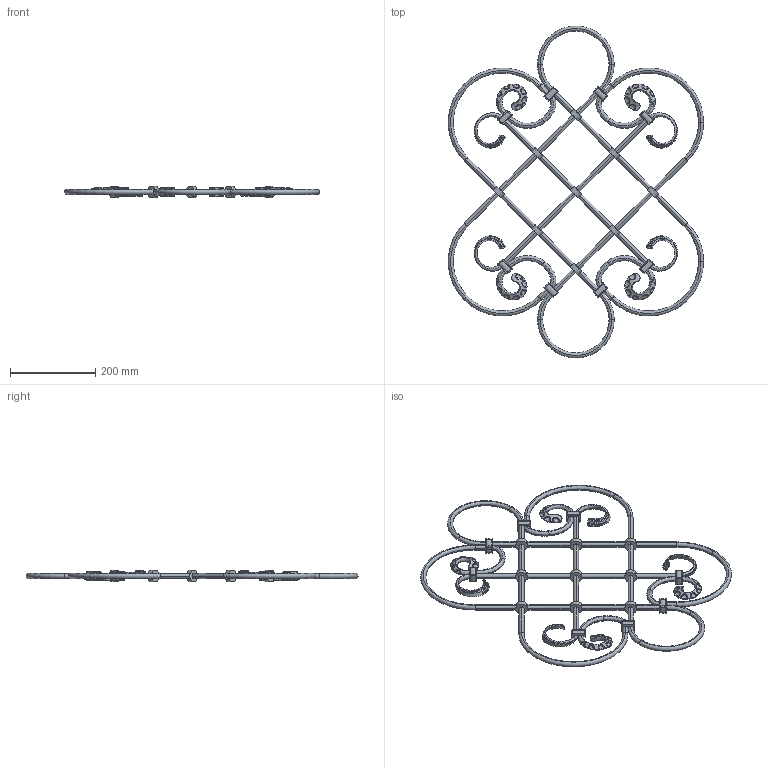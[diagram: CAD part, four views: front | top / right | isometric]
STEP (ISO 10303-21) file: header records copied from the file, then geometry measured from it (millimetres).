
FILE_DESCRIPTION (( 'STEP AP203' ), '1' );
FILE_NAME ('5585.STEP', '2015-10-19T13:10:02', ( '' ), ( '' ), 'SwSTEP 2.0', 'SolidWorks 2015', '' );
FILE_SCHEMA (( 'CONFIG_CONTROL_DESIGN' ));
Products named in the file (1): 5585
Bounding box: 599.51 x 780 x 27.5 mm (x, y, z)
Volume: 849571.7 mm3; surface area: 310328 mm2
Topology: 21 solids, 21 shells, 1142 faces, 3063 edges, 1932 vertices
Faces by surface type: cylinder 375, plane 368, bspline 319, torus 52, sphere 28
Entity records: 86201 total; most frequent: CARTESIAN_POINT 61018, ORIENTED_EDGE 5958, DIRECTION 4355, EDGE_CURVE 2979, VERTEX_POINT 1876, AXIS2_PLACEMENT_3D 1645, EDGE_LOOP 1165, FACE_OUTER_BOUND 1142
